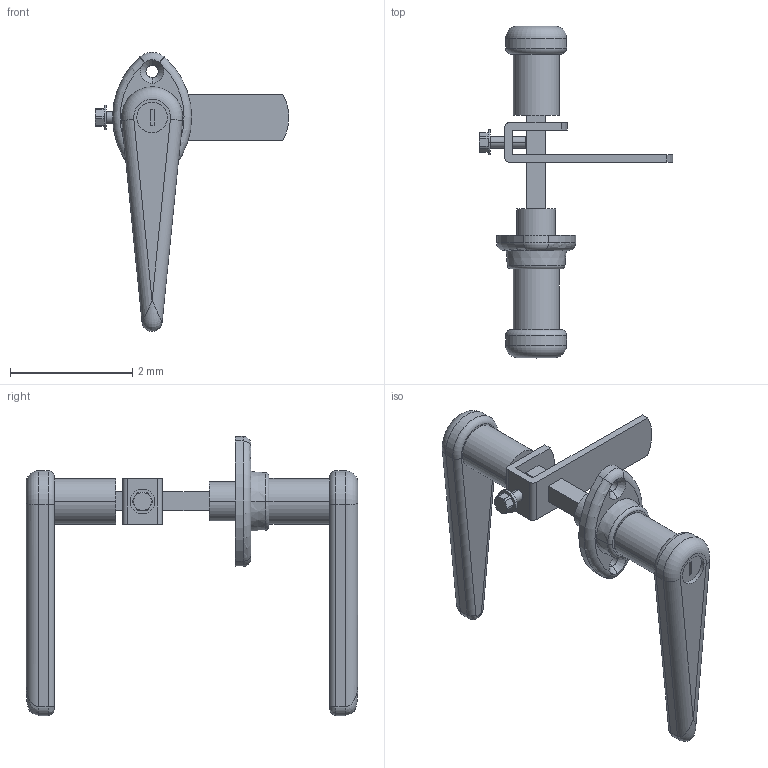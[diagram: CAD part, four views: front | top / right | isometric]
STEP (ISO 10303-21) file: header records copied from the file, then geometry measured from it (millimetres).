
FILE_DESCRIPTION((''),'2;1');
FILE_NAME('15AC7951.stp','2015-07-16T10:34:31',(''),(''),'Mechanical Desktop 2011','Mechanical Desktop 2011',', , ');
FILE_SCHEMA(('CONFIG_CONTROL_DESIGN'));
Length unit declared in the file: millimetre
Products named in the file (1): Product
Bounding box: 3.17 x 5.42 x 4.56 mm (x, y, z)
Volume: 4.5 mm3; surface area: 40.3 mm2
Topology: 4 solids, 5 shells, 126 faces, 291 edges, 182 vertices
Faces by surface type: plane 52, cylinder 46, cone 14, torus 10, bspline 4
Entity records: 3938 total; most frequent: CARTESIAN_POINT 949, DIRECTION 631, ORIENTED_EDGE 576, EDGE_CURVE 288, AXIS2_PLACEMENT_3D 243, VERTEX_POINT 180, VECTOR 145, LINE 145
